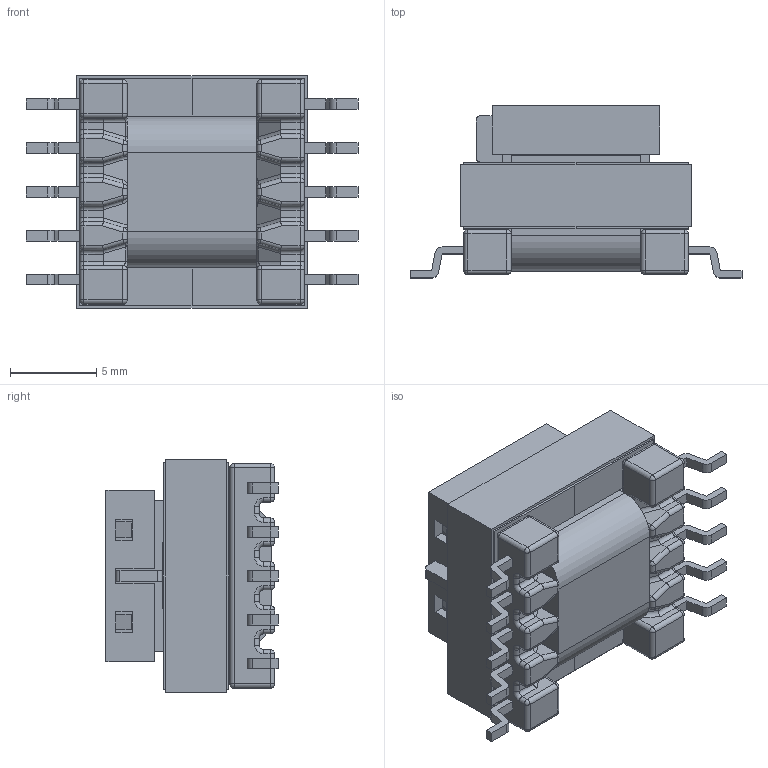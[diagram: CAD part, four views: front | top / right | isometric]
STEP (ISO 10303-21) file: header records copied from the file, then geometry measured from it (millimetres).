
FILE_DESCRIPTION (( 'STEP AP214' ), '1' );
FILE_NAME ('EE13-7-4_4820_0137.STEP', '2019-01-31T16:07:55', ( '' ), ( '' ), 'SwSTEP 2.0', 'SolidWorks 2017', '' );
FILE_SCHEMA (( 'AUTOMOTIVE_DESIGN' ));
Length unit declared in the file: millimetre
Products named in the file (6): 186-0137_6D; 440-9985-2300; 150-2300_6A; 070-4820_coil; 070-4820_6C; EE13-7-4_4820_0137
Assembly tree (6 placements, depth 2):
  EE13-7-4_4820_0137
    070-4820_6C
    070-4820_coil
    150-2300_6A  x2
    440-9985-2300
    186-0137_6D
Bounding box: 19.2 x 9.95 x 13.42 mm (x, y, z)
Volume: 1240.4 mm3; surface area: 2768.9 mm2
Topology: 6 solids, 6 shells, 576 faces, 1471 edges, 863 vertices
Faces by surface type: plane 264, cylinder 208, sphere 48, torus 32, bspline 24
Entity records: 18370 total; most frequent: CARTESIAN_POINT 3727, ORIENTED_EDGE 2774, DIRECTION 2721, EDGE_CURVE 1387, AXIS2_PLACEMENT_3D 919, VECTOR 883, LINE 883, VERTEX_POINT 839
